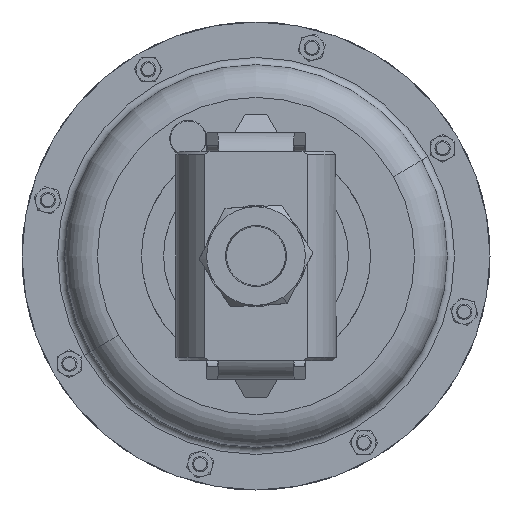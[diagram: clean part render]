
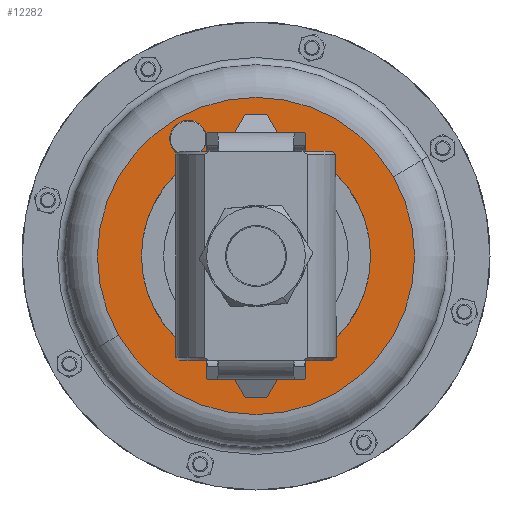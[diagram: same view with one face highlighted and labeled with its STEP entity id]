
A CAD part, front view. The second image highlights one B-rep face of the part: STEP entity #12282.
In plain terms, the highlighted planar face has unit normal (0, -1, 0).
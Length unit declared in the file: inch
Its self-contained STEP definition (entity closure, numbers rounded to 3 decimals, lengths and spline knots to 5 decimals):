
#91 = FACE_BOUND ( 'NONE', #7025, .T. ) ;
#402 = AXIS2_PLACEMENT_3D ( 'NONE', #9493, #2623, #10667 ) ;
#757 = EDGE_CURVE ( 'NONE', #9390, #14330, #12080, .T. ) ;
#759 = DIRECTION ( 'NONE',  ( -0.922, 0., -0.387 ) ) ;
#1749 = CARTESIAN_POINT ( 'NONE',  ( -1.6095, 7.997, 2.78774 ) ) ;
#1925 = EDGE_CURVE ( 'NONE', #2901, #14265, #10458, .T. ) ;
#2480 = CARTESIAN_POINT ( 'NONE',  ( -1.02918, 7.997, 2.52661 ) ) ;
#2605 = CARTESIAN_POINT ( 'NONE',  ( 0., 7.997, 0. ) ) ;
#2623 = DIRECTION ( 'NONE',  ( 0., 1., 0. ) ) ;
#2727 = AXIS2_PLACEMENT_3D ( 'NONE', #14431, #7616, #759 ) ;
#2819 = AXIS2_PLACEMENT_3D ( 'NONE', #6684, #14650, #7861 ) ;
#2901 = VERTEX_POINT ( 'NONE', #3569 ) ;
#3252 = ORIENTED_EDGE ( 'NONE', *, *, #9988, .F. ) ;
#3438 = EDGE_LOOP ( 'NONE', ( #3252, #5877 ) ) ;
#3569 = CARTESIAN_POINT ( 'NONE',  ( 0., 7.997, 2.325 ) ) ;
#3696 = AXIS2_PLACEMENT_3D ( 'NONE', #1749, #4032, #12065 ) ;
#3726 = DIRECTION ( 'NONE',  ( -0.866, 0., -0.5 ) ) ;
#3877 = VERTEX_POINT ( 'NONE', #8185 ) ;
#4032 = DIRECTION ( 'NONE',  ( 0., -1., 0. ) ) ;
#4323 = EDGE_LOOP ( 'NONE', ( #14378, #13729 ) ) ;
#4335 = CARTESIAN_POINT ( 'NONE',  ( -1.375, 7.997, 2.38157 ) ) ;
#4353 = DIRECTION ( 'NONE',  ( 0., 1., 0. ) ) ;
#4791 = CARTESIAN_POINT ( 'NONE',  ( -1.72082, 7.997, 2.23653 ) ) ;
#5423 = AXIS2_PLACEMENT_3D ( 'NONE', #4335, #4353, #11940 ) ;
#5877 = ORIENTED_EDGE ( 'NONE', *, *, #8432, .F. ) ;
#6136 = FACE_BOUND ( 'NONE', #4323, .T. ) ;
#6195 = VERTEX_POINT ( 'NONE', #11624 ) ;
#6367 = CARTESIAN_POINT ( 'NONE',  ( 0., 7.997, 0. ) ) ;
#6650 = CIRCLE ( 'NONE', #7825, 3.219 ) ;
#6684 = CARTESIAN_POINT ( 'NONE',  ( 0., 7.997, 0. ) ) ;
#6979 = CARTESIAN_POINT ( 'NONE',  ( 0., 7.997, -2.325 ) ) ;
#7025 = EDGE_LOOP ( 'NONE', ( #9225, #12418 ) ) ;
#7430 = PLANE ( 'NONE',  #3696 ) ;
#7533 = DIRECTION ( 'NONE',  ( -0.866, 0., -0.5 ) ) ;
#7616 = DIRECTION ( 'NONE',  ( 0., 1., 0. ) ) ;
#7825 = AXIS2_PLACEMENT_3D ( 'NONE', #6367, #14365, #7533 ) ;
#7861 = DIRECTION ( 'NONE',  ( 0., 0., -1. ) ) ;
#7864 = EDGE_CURVE ( 'NONE', #14265, #2901, #8891, .T. ) ;
#8185 = CARTESIAN_POINT ( 'NONE',  ( -2.78774, 7.997, -1.6095 ) ) ;
#8432 = EDGE_CURVE ( 'NONE', #6195, #3877, #9615, .T. ) ;
#8891 = CIRCLE ( 'NONE', #402, 2.325 ) ;
#9225 = ORIENTED_EDGE ( 'NONE', *, *, #9688, .T. ) ;
#9390 = VERTEX_POINT ( 'NONE', #2480 ) ;
#9493 = CARTESIAN_POINT ( 'NONE',  ( 0., 7.997, 0. ) ) ;
#9615 = CIRCLE ( 'NONE', #12403, 3.219 ) ;
#9688 = EDGE_CURVE ( 'NONE', #14330, #9390, #11904, .T. ) ;
#9988 = EDGE_CURVE ( 'NONE', #3877, #6195, #6650, .T. ) ;
#10458 = CIRCLE ( 'NONE', #2819, 2.325 ) ;
#10651 = DIRECTION ( 'NONE',  ( 0., 1., 0. ) ) ;
#10667 = DIRECTION ( 'NONE',  ( 0., 0., -1. ) ) ;
#11624 = CARTESIAN_POINT ( 'NONE',  ( 2.78774, 7.997, 1.6095 ) ) ;
#11904 = CIRCLE ( 'NONE', #2727, 0.375 ) ;
#11933 = FACE_OUTER_BOUND ( 'NONE', #3438, .T. ) ;
#11940 = DIRECTION ( 'NONE',  ( -0.922, 0., -0.387 ) ) ;
#12065 = DIRECTION ( 'NONE',  ( 0.866, 0., 0.5 ) ) ;
#12080 = CIRCLE ( 'NONE', #5423, 0.375 ) ;
#12282 = ADVANCED_FACE ( 'NONE', ( #6136, #11933, #91 ), #7430, .T. ) ;
#12403 = AXIS2_PLACEMENT_3D ( 'NONE', #2605, #10651, #3726 ) ;
#12418 = ORIENTED_EDGE ( 'NONE', *, *, #757, .T. ) ;
#13729 = ORIENTED_EDGE ( 'NONE', *, *, #1925, .T. ) ;
#14265 = VERTEX_POINT ( 'NONE', #6979 ) ;
#14330 = VERTEX_POINT ( 'NONE', #4791 ) ;
#14365 = DIRECTION ( 'NONE',  ( 0., 1., 0. ) ) ;
#14378 = ORIENTED_EDGE ( 'NONE', *, *, #7864, .T. ) ;
#14431 = CARTESIAN_POINT ( 'NONE',  ( -1.375, 7.997, 2.38157 ) ) ;
#14650 = DIRECTION ( 'NONE',  ( 0., 1., 0. ) ) ;
